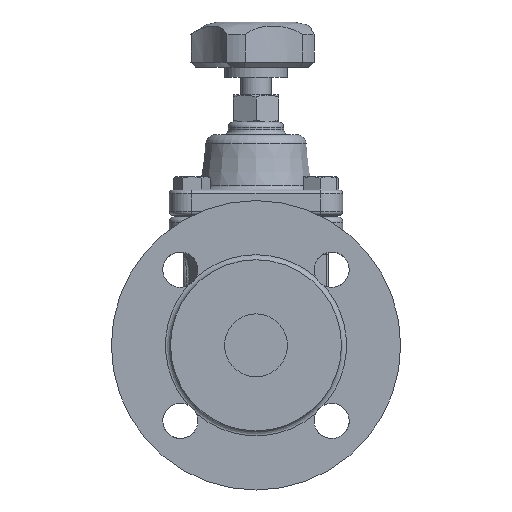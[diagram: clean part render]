
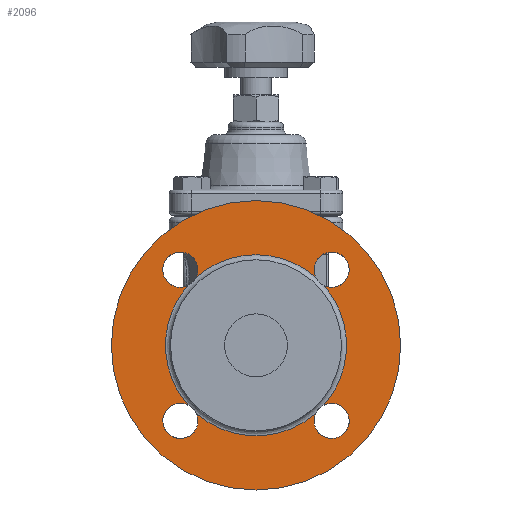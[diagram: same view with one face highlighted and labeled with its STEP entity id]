
A CAD part, left-side view. The second image highlights one B-rep face of the part: STEP entity #2096.
In plain terms, the highlighted planar face has unit normal (-1, 0, 0).
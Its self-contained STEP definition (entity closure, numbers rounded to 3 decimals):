
#1679=CARTESIAN_POINT('',(-80.0,0.,114.));
#1680=VERTEX_POINT('',#1679);
#1681=CARTESIAN_POINT('',(-80.0,0.0,56.5));
#1682=DIRECTION('',(1.0,0.0,0.0));
#1683=DIRECTION('',(0.0,0.0,-1.0));
#1684=AXIS2_PLACEMENT_3D('',#1681,#1682,#1683);
#1685=CIRCLE('',#1684,57.5);
#1686=EDGE_CURVE('',#1680,#1680,#1685,.T.);
#1758=CARTESIAN_POINT('',(-80.0,-23.71,83.59));
#1759=VERTEX_POINT('',#1758);
#1760=CARTESIAN_POINT('',(-80.0,-27.09,80.21));
#1761=VERTEX_POINT('',#1760);
#1785=CARTESIAN_POINT('',(-80.0,23.71,83.59));
#1786=VERTEX_POINT('',#1785);
#1787=CARTESIAN_POINT('',(-80.0,0.0,56.5));
#1788=DIRECTION('',(-1.0,0.0,0.0));
#1789=DIRECTION('',(0.0,0.0,-1.0));
#1790=AXIS2_PLACEMENT_3D('',#1787,#1788,#1789);
#1791=CIRCLE('',#1790,36.);
#1792=EDGE_CURVE('',#1759,#1786,#1791,.T.);
#1794=CARTESIAN_POINT('',(-80.0,27.09,80.21));
#1795=VERTEX_POINT('',#1794);
#1819=CARTESIAN_POINT('',(-80.0,27.09,32.79));
#1820=VERTEX_POINT('',#1819);
#1821=CARTESIAN_POINT('',(-80.0,0.0,56.5));
#1822=DIRECTION('',(-1.0,0.0,0.0));
#1823=DIRECTION('',(0.0,0.0,-1.0));
#1824=AXIS2_PLACEMENT_3D('',#1821,#1822,#1823);
#1825=CIRCLE('',#1824,36.);
#1826=EDGE_CURVE('',#1795,#1820,#1825,.T.);
#1828=CARTESIAN_POINT('',(-80.0,23.71,29.41));
#1829=VERTEX_POINT('',#1828);
#1853=CARTESIAN_POINT('',(-80.0,-23.71,29.41));
#1854=VERTEX_POINT('',#1853);
#1855=CARTESIAN_POINT('',(-80.0,0.0,56.5));
#1856=DIRECTION('',(-1.0,0.0,0.0));
#1857=DIRECTION('',(0.0,0.0,-1.0));
#1858=AXIS2_PLACEMENT_3D('',#1855,#1856,#1857);
#1859=CIRCLE('',#1858,36.);
#1860=EDGE_CURVE('',#1829,#1854,#1859,.T.);
#1862=CARTESIAN_POINT('',(-80.0,-27.09,32.79));
#1863=VERTEX_POINT('',#1862);
#1887=CARTESIAN_POINT('',(-80.0,0.0,56.5));
#1888=DIRECTION('',(-1.0,0.0,0.0));
#1889=DIRECTION('',(0.0,0.0,-1.0));
#1890=AXIS2_PLACEMENT_3D('',#1887,#1888,#1889);
#1891=CIRCLE('',#1890,36.);
#1892=EDGE_CURVE('',#1863,#1761,#1891,.T.);
#1926=CARTESIAN_POINT('',(-80.0,-30.052,86.552));
#1927=DIRECTION('',(1.0,0.0,0.0));
#1928=DIRECTION('',(0.0,-1.0,0.0));
#1929=AXIS2_PLACEMENT_3D('',#1926,#1927,#1928);
#1930=CIRCLE('',#1929,7.);
#1931=EDGE_CURVE('',#1759,#1761,#1930,.T.);
#1966=CARTESIAN_POINT('',(-80.0,-30.052,26.448));
#1967=DIRECTION('',(1.0,0.0,0.0));
#1968=DIRECTION('',(0.0,0.0,-1.0));
#1969=AXIS2_PLACEMENT_3D('',#1966,#1967,#1968);
#1970=CIRCLE('',#1969,7.);
#1971=EDGE_CURVE('',#1863,#1854,#1970,.T.);
#2006=CARTESIAN_POINT('',(-80.0,30.052,26.448));
#2007=DIRECTION('',(1.0,0.0,0.0));
#2008=DIRECTION('',(0.0,1.0,0.0));
#2009=AXIS2_PLACEMENT_3D('',#2006,#2007,#2008);
#2010=CIRCLE('',#2009,7.);
#2011=EDGE_CURVE('',#1829,#1820,#2010,.T.);
#2046=CARTESIAN_POINT('',(-80.0,30.052,86.552));
#2047=DIRECTION('',(1.0,0.0,0.0));
#2048=DIRECTION('',(0.0,0.0,1.0));
#2049=AXIS2_PLACEMENT_3D('',#2046,#2047,#2048);
#2050=CIRCLE('',#2049,7.);
#2051=EDGE_CURVE('',#1795,#1786,#2050,.T.);
#2078=CARTESIAN_POINT('',(-80.0,0.0,56.5));
#2079=DIRECTION('',(1.0,0.0,0.0));
#2080=DIRECTION('',(0.0,0.0,-1.0));
#2081=AXIS2_PLACEMENT_3D('',#2078,#2079,#2080);
#2082=PLANE('',#2081);
#2083=ORIENTED_EDGE('',*,*,#1686,.F.);
#2084=EDGE_LOOP('',(#2083));
#2085=FACE_OUTER_BOUND('',#2084,.T.);
#2086=ORIENTED_EDGE('',*,*,#1892,.F.);
#2087=ORIENTED_EDGE('',*,*,#1971,.T.);
#2088=ORIENTED_EDGE('',*,*,#1860,.F.);
#2089=ORIENTED_EDGE('',*,*,#2011,.T.);
#2090=ORIENTED_EDGE('',*,*,#1826,.F.);
#2091=ORIENTED_EDGE('',*,*,#2051,.T.);
#2092=ORIENTED_EDGE('',*,*,#1792,.F.);
#2093=ORIENTED_EDGE('',*,*,#1931,.T.);
#2094=EDGE_LOOP('',(#2086,#2087,#2088,#2089,#2090,#2091,#2092,#2093));
#2095=FACE_BOUND('',#2094,.T.);
#2096=ADVANCED_FACE('',(#2085,#2095),#2082,.F.);
